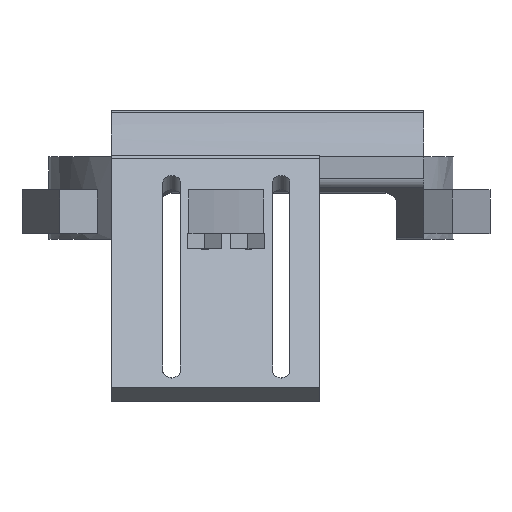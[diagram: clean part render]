
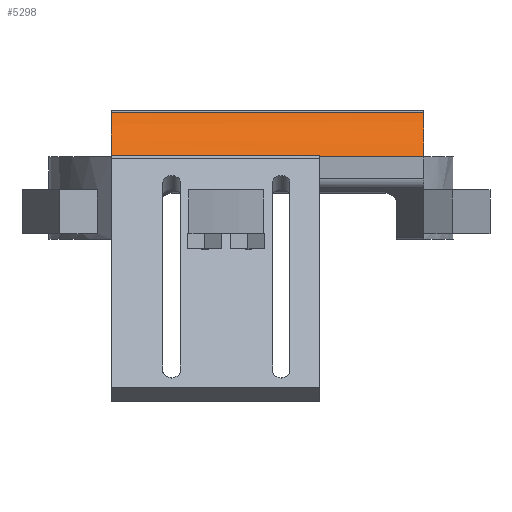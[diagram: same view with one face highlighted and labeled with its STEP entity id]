
A CAD part, front view. The second image highlights one B-rep face of the part: STEP entity #5298.
In plain terms, the highlighted cylindrical face has radius 24.765 mm (diameter 49.53 mm), a partial arc.
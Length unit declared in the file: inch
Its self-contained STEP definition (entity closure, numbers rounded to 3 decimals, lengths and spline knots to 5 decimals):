
#3 = EDGE_CURVE ( 'NONE', #285, #963, #3802, .T. ) ;
#285 = VERTEX_POINT ( 'NONE', #6028 ) ;
#332 = DIRECTION ( 'NONE',  ( 1., 0., 0. ) ) ;
#336 = LINE ( 'NONE', #2486, #2856 ) ;
#686 = VERTEX_POINT ( 'NONE', #5975 ) ;
#697 = EDGE_CURVE ( 'NONE', #686, #4583, #336, .T. ) ;
#846 = CARTESIAN_POINT ( 'NONE',  ( -1.27677, -1.85039, 0. ) ) ;
#895 = AXIS2_PLACEMENT_3D ( 'NONE', #1656, #1186, #5148 ) ;
#961 = VERTEX_POINT ( 'NONE', #4277 ) ;
#963 = VERTEX_POINT ( 'NONE', #6340 ) ;
#1186 = DIRECTION ( 'NONE',  ( -1., 0., 0. ) ) ;
#1363 = CIRCLE ( 'NONE', #6092, 0.975 ) ;
#1431 = FACE_OUTER_BOUND ( 'NONE', #1570, .T. ) ;
#1527 = DIRECTION ( 'NONE',  ( 0., 0., -1. ) ) ;
#1570 = EDGE_LOOP ( 'NONE', ( #5821, #2634, #2948, #2268, #6114, #5483 ) ) ;
#1656 = CARTESIAN_POINT ( 'NONE',  ( 1.57323, -1.85039, 0. ) ) ;
#1674 = VERTEX_POINT ( 'NONE', #4270 ) ;
#1695 = LINE ( 'NONE', #3283, #3755 ) ;
#1838 = AXIS2_PLACEMENT_3D ( 'NONE', #846, #332, #2261 ) ;
#2261 = DIRECTION ( 'NONE',  ( 0., 0., 1. ) ) ;
#2268 = ORIENTED_EDGE ( 'NONE', *, *, #2898, .T. ) ;
#2323 = LINE ( 'NONE', #5972, #3880 ) ;
#2486 = CARTESIAN_POINT ( 'NONE',  ( -1.78084, -2.74484, 0.38806 ) ) ;
#2604 = DIRECTION ( 'NONE',  ( 1., 0., 0. ) ) ;
#2634 = ORIENTED_EDGE ( 'NONE', *, *, #697, .T. ) ;
#2856 = VECTOR ( 'NONE', #3535, 39.37008 ) ;
#2898 = EDGE_CURVE ( 'NONE', #1674, #285, #1695, .T. ) ;
#2930 = CARTESIAN_POINT ( 'NONE',  ( 0.62323, -2.74484, 0.38806 ) ) ;
#2948 = ORIENTED_EDGE ( 'NONE', *, *, #3812, .T. ) ;
#3283 = CARTESIAN_POINT ( 'NONE',  ( -1.07677, -2.75039, 0.375 ) ) ;
#3535 = DIRECTION ( 'NONE',  ( 1., 0., 0. ) ) ;
#3755 = VECTOR ( 'NONE', #3780, 39.37008 ) ;
#3780 = DIRECTION ( 'NONE',  ( 1., 0., 0. ) ) ;
#3802 = CIRCLE ( 'NONE', #895, 0.975 ) ;
#3812 = EDGE_CURVE ( 'NONE', #4583, #1674, #1363, .T. ) ;
#3845 = DIRECTION ( 'NONE',  ( -1., 0., 0. ) ) ;
#3880 = VECTOR ( 'NONE', #3845, 39.37008 ) ;
#4270 = CARTESIAN_POINT ( 'NONE',  ( 0.62323, -2.75039, 0.375 ) ) ;
#4277 = CARTESIAN_POINT ( 'NONE',  ( -1.27677, -2.4312, 0.78313 ) ) ;
#4554 = CYLINDRICAL_SURFACE ( 'NONE', #6029, 0.975 ) ;
#4583 = VERTEX_POINT ( 'NONE', #2930 ) ;
#5086 = CARTESIAN_POINT ( 'NONE',  ( 0.62323, -1.85039, 0. ) ) ;
#5148 = DIRECTION ( 'NONE',  ( 0., 0., -1. ) ) ;
#5298 = ADVANCED_FACE ( 'NONE', ( #1431 ), #4554, .T. ) ;
#5391 = CIRCLE ( 'NONE', #1838, 0.975 ) ;
#5483 = ORIENTED_EDGE ( 'NONE', *, *, #5577, .T. ) ;
#5577 = EDGE_CURVE ( 'NONE', #963, #961, #2323, .T. ) ;
#5598 = DIRECTION ( 'NONE',  ( 0., 0., -1. ) ) ;
#5616 = EDGE_CURVE ( 'NONE', #961, #686, #5391, .T. ) ;
#5632 = DIRECTION ( 'NONE',  ( 1., 0., 0. ) ) ;
#5821 = ORIENTED_EDGE ( 'NONE', *, *, #5616, .T. ) ;
#5972 = CARTESIAN_POINT ( 'NONE',  ( -1.78084, -2.4312, 0.78313 ) ) ;
#5975 = CARTESIAN_POINT ( 'NONE',  ( -1.27677, -2.74484, 0.38806 ) ) ;
#6028 = CARTESIAN_POINT ( 'NONE',  ( 1.57323, -2.75039, 0.375 ) ) ;
#6029 = AXIS2_PLACEMENT_3D ( 'NONE', #6144, #2604, #1527 ) ;
#6092 = AXIS2_PLACEMENT_3D ( 'NONE', #5086, #5632, #5598 ) ;
#6114 = ORIENTED_EDGE ( 'NONE', *, *, #3, .T. ) ;
#6144 = CARTESIAN_POINT ( 'NONE',  ( -1.78084, -1.85039, 0. ) ) ;
#6340 = CARTESIAN_POINT ( 'NONE',  ( 1.57323, -2.4312, 0.78313 ) ) ;
